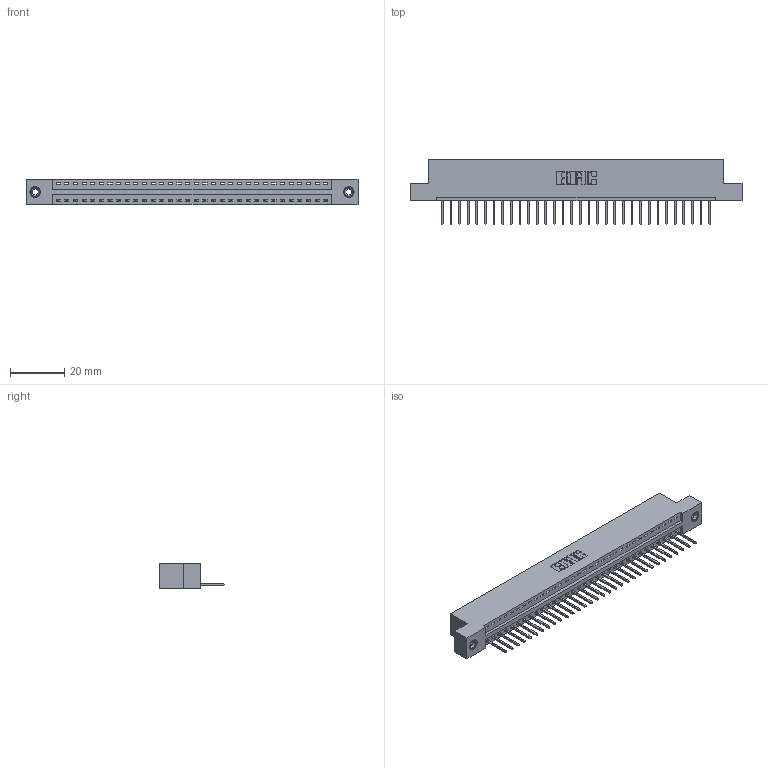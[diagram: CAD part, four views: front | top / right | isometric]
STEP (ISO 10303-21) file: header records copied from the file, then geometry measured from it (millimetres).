
FILE_DESCRIPTION (( 'STEP AP203' ), '1' );
FILE_NAME ('346-032-526-108.STEP', '2018-08-22T08:48:38', ( '' ), ( '' ), 'SwSTEP 2.0', 'SolidWorks 2016', '' );
FILE_SCHEMA (( 'CONFIG_CONTROL_DESIGN' ));
Length unit declared in the file: inch
Products named in the file (4): 345-292-001_345-293-126; 345-250-001_345-250-003-102; 346-032-526-108; 346 Part_Flush Mounting Lugs - 0.156 Dia-TI
Assembly tree (35 placements, depth 2):
  346-032-526-108
    346 Part_Flush Mounting Lugs - 0.156 Dia-TI
    345-292-001_345-293-126  x32
    345-250-001_345-250-003-102  x2
Bounding box: 122.17 x 24.13 x 9.4 mm (x, y, z)
Volume: 11593.8 mm3; surface area: 14373.5 mm2
Topology: 35 solids, 35 shells, 2038 faces, 6097 edges, 4014 vertices
Faces by surface type: plane 1388, cylinder 634, cone 12, torus 4
Entity records: 22410 total; most frequent: CARTESIAN_POINT 3827, ORIENTED_EDGE 3786, DIRECTION 3415, EDGE_CURVE 1893, VECTOR 1613, LINE 1613, VERTEX_POINT 1256, AXIS2_PLACEMENT_3D 901
